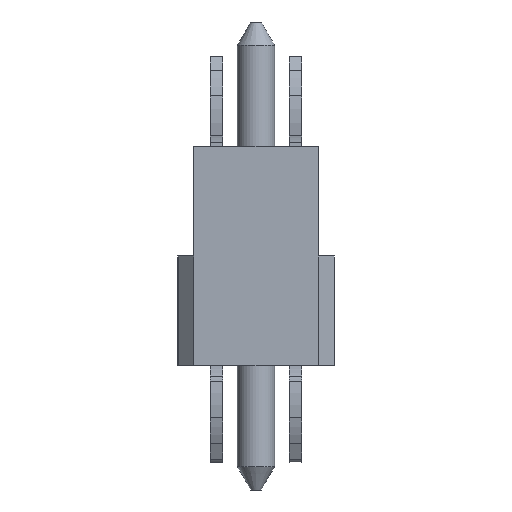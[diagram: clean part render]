
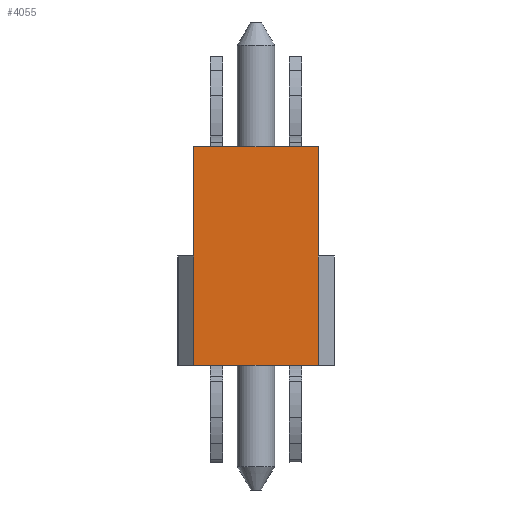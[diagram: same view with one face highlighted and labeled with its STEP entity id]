
A CAD part, left-side view. The second image highlights one B-rep face of the part: STEP entity #4055.
In plain terms, the highlighted planar face has unit normal (-1, 0, 0).
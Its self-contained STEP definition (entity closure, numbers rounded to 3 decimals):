
#553=FACE_OUTER_BOUND('',#769,.T.);
#769=EDGE_LOOP('',(#3439,#3440,#3441,#3442,#3443,#3444));
#1107=LINE('',#6759,#1475);
#1118=LINE('',#6780,#1486);
#1120=LINE('',#6784,#1488);
#1121=LINE('',#6786,#1489);
#1122=LINE('',#6788,#1490);
#1123=LINE('',#6789,#1491);
#1475=VECTOR('',#5519,1000.);
#1486=VECTOR('',#5538,1000.);
#1488=VECTOR('',#5542,1000.);
#1489=VECTOR('',#5545,1000.);
#1490=VECTOR('',#5546,1000.);
#1491=VECTOR('',#5547,1000.);
#1875=VERTEX_POINT('',#6756);
#1876=VERTEX_POINT('',#6758);
#1881=VERTEX_POINT('',#6776);
#1882=VERTEX_POINT('',#6778);
#1883=VERTEX_POINT('',#6782);
#1884=VERTEX_POINT('',#6787);
#2425=EDGE_CURVE('',#1876,#1875,#1107,.F.);
#2436=EDGE_CURVE('',#1881,#1882,#1118,.T.);
#2438=EDGE_CURVE('',#1875,#1883,#1120,.T.);
#2439=EDGE_CURVE('',#1883,#1881,#1121,.T.);
#2440=EDGE_CURVE('',#1884,#1882,#1122,.F.);
#2441=EDGE_CURVE('',#1876,#1884,#1123,.T.);
#3439=ORIENTED_EDGE('',*,*,#2439,.T.);
#3440=ORIENTED_EDGE('',*,*,#2436,.T.);
#3441=ORIENTED_EDGE('',*,*,#2440,.F.);
#3442=ORIENTED_EDGE('',*,*,#2441,.F.);
#3443=ORIENTED_EDGE('',*,*,#2425,.T.);
#3444=ORIENTED_EDGE('',*,*,#2438,.T.);
#3868=PLANE('',#4465);
#4055=ADVANCED_FACE('',(#553),#3868,.F.);
#4465=AXIS2_PLACEMENT_3D('',#6785,#5543,#5544);
#5519=DIRECTION('',(0.,0.,1.));
#5538=DIRECTION('',(0.,0.,1.));
#5542=DIRECTION('',(0.,0.,-1.));
#5543=DIRECTION('center_axis',(1.,0.,0.));
#5544=DIRECTION('ref_axis',(0.,1.,0.));
#5545=DIRECTION('',(0.,-1.,0.));
#5546=DIRECTION('',(0.,0.,1.));
#5547=DIRECTION('',(0.,-1.,0.));
#6756=CARTESIAN_POINT('',(-7.62,2.,3.5));
#6758=CARTESIAN_POINT('',(-7.62,2.,7.));
#6759=CARTESIAN_POINT('',(-7.62,2.,5.5));
#6776=CARTESIAN_POINT('',(-7.62,-2.,0.));
#6778=CARTESIAN_POINT('',(-7.62,-2.,3.5));
#6780=CARTESIAN_POINT('',(-7.62,-2.,7.));
#6782=CARTESIAN_POINT('',(-7.62,2.,0.));
#6784=CARTESIAN_POINT('',(-7.62,2.,7.));
#6785=CARTESIAN_POINT('Origin',(-7.62,-2.5,7.));
#6786=CARTESIAN_POINT('',(-7.62,-2.5,0.));
#6787=CARTESIAN_POINT('',(-7.62,-2.,7.));
#6788=CARTESIAN_POINT('',(-7.62,-2.,7.));
#6789=CARTESIAN_POINT('',(-7.62,-2.5,7.));
